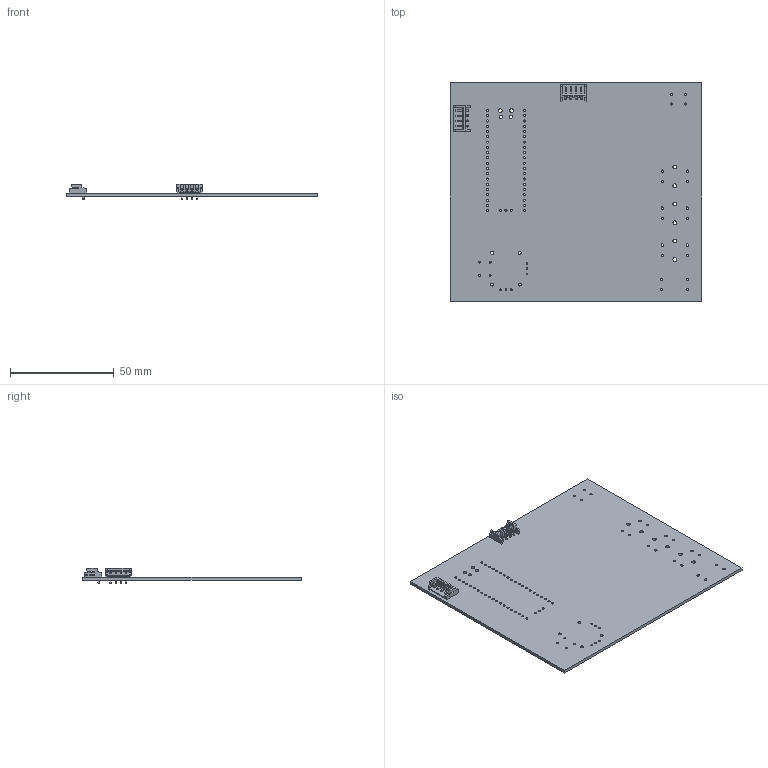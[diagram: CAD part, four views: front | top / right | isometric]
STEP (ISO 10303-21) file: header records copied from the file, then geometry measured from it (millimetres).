
FILE_DESCRIPTION(('KiCad electronic assembly'),'2;1');
FILE_NAME('schema.step','2025-04-23T17:22:01',('Pcbnew'),('Kicad'), 'Open CASCADE STEP processor 7.8','KiCad to STEP converter','Unknown' );
FILE_SCHEMA(('AUTOMOTIVE_DESIGN { 1 0 10303 214 1 1 1 1 }'));
Length unit declared in the file: millimetre
Products named in the file (3): schema 1; JST_EH_S4B-EH_1x04_P2.50mm_Horizontal; schema_PCB
Assembly tree (3 placements, depth 2):
  schema 1
    JST_EH_S4B-EH_1x04_P2.50mm_Horizontal  x2
    schema_PCB
Bounding box: 121 x 105 x 7.4 mm (x, y, z)
Volume: 19307.3 mm3; surface area: 27340.7 mm2
Topology: 3 solids, 3 shells, 401 faces, 1089 edges, 710 vertices
Faces by surface type: plane 290, cylinder 111
Full cylindrical faces by diameter (mm): 0.889 x6, 0.9 x4, 0.95 x8, 1 x4, 1.02 x43, 1.2 x16, 1.397 x4, 1.5 x2, 1.8 x8
Entity records: 9495 total; most frequent: DIRECTION 1409, CARTESIAN_POINT 1402, ORIENTED_EDGE 1386, EDGE_CURVE 693, LINE 487, VECTOR 487, AXIS2_PLACEMENT_3D 461, VERTEX_POINT 454
